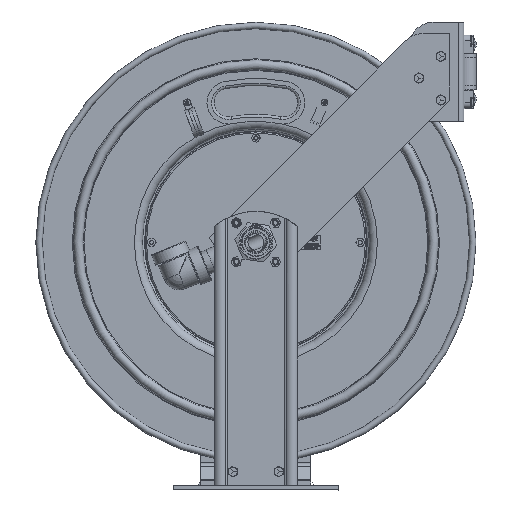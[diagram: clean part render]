
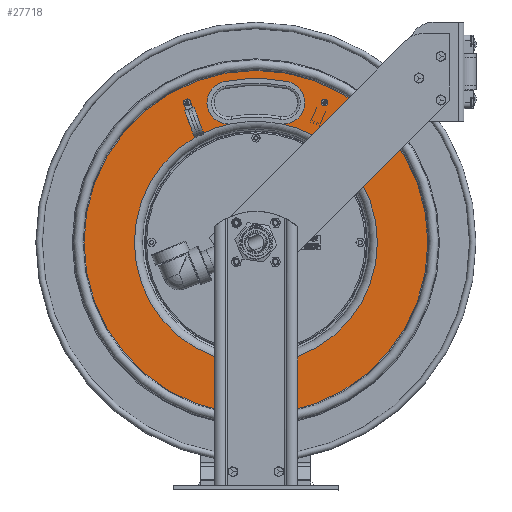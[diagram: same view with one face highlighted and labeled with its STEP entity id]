
A CAD part, top view. The second image highlights one B-rep face of the part: STEP entity #27718.
In plain terms, the highlighted planar face has unit normal (0, 0, 1).
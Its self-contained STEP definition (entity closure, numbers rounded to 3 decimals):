
#1622=FACE_BOUND('',#3262,.T.);
#1623=FACE_BOUND('',#3263,.T.);
#1624=FACE_BOUND('',#3264,.T.);
#1625=FACE_BOUND('',#3265,.T.);
#2110=PLANE('',#28755);
#2558=FACE_OUTER_BOUND('',#3261,.T.);
#3261=EDGE_LOOP('',(#22371));
#3262=EDGE_LOOP('',(#22372,#22373,#22374,#22375));
#3263=EDGE_LOOP('',(#22376));
#3264=EDGE_LOOP('',(#22377));
#3265=EDGE_LOOP('',(#22378));
#10118=CIRCLE('',#28754,6.625);
#10119=CIRCLE('',#28756,9.375);
#10120=CIRCLE('',#28757,8.766);
#10121=CIRCLE('',#28758,1.);
#10122=CIRCLE('',#28759,6.766);
#10123=CIRCLE('',#28760,1.);
#10124=CIRCLE('',#28761,0.11);
#10125=CIRCLE('',#28762,0.11);
#11995=VERTEX_POINT('',#39572);
#11996=VERTEX_POINT('',#39575);
#11997=VERTEX_POINT('',#39577);
#11998=VERTEX_POINT('',#39578);
#11999=VERTEX_POINT('',#39580);
#12000=VERTEX_POINT('',#39582);
#12001=VERTEX_POINT('',#39585);
#12002=VERTEX_POINT('',#39587);
#16935=EDGE_CURVE('',#11995,#11995,#10118,.T.);
#16936=EDGE_CURVE('',#11996,#11996,#10119,.T.);
#16937=EDGE_CURVE('',#11997,#11998,#10120,.T.);
#16938=EDGE_CURVE('',#11998,#11999,#10121,.T.);
#16939=EDGE_CURVE('',#11999,#12000,#10122,.T.);
#16940=EDGE_CURVE('',#12000,#11997,#10123,.T.);
#16941=EDGE_CURVE('',#12001,#12001,#10124,.T.);
#16942=EDGE_CURVE('',#12002,#12002,#10125,.T.);
#22371=ORIENTED_EDGE('',*,*,#16936,.F.);
#22372=ORIENTED_EDGE('',*,*,#16937,.T.);
#22373=ORIENTED_EDGE('',*,*,#16938,.T.);
#22374=ORIENTED_EDGE('',*,*,#16939,.T.);
#22375=ORIENTED_EDGE('',*,*,#16940,.T.);
#22376=ORIENTED_EDGE('',*,*,#16941,.T.);
#22377=ORIENTED_EDGE('',*,*,#16942,.T.);
#22378=ORIENTED_EDGE('',*,*,#16935,.T.);
#27718=ADVANCED_FACE('',(#2558,#1622,#1623,#1624,#1625),#2110,.T.);
#28754=AXIS2_PLACEMENT_3D('',#39573,#31324,#31325);
#28755=AXIS2_PLACEMENT_3D('',#39574,#31326,#31327);
#28756=AXIS2_PLACEMENT_3D('',#39576,#31328,#31329);
#28757=AXIS2_PLACEMENT_3D('',#39579,#31330,#31331);
#28758=AXIS2_PLACEMENT_3D('',#39581,#31332,#31333);
#28759=AXIS2_PLACEMENT_3D('',#39583,#31334,#31335);
#28760=AXIS2_PLACEMENT_3D('',#39584,#31336,#31337);
#28761=AXIS2_PLACEMENT_3D('',#39586,#31338,#31339);
#28762=AXIS2_PLACEMENT_3D('',#39588,#31340,#31341);
#31324=DIRECTION('center_axis',(0.,0.,
-1.));
#31325=DIRECTION('ref_axis',(-1.,0.,0.));
#31326=DIRECTION('center_axis',(0.,0.,
1.));
#31327=DIRECTION('ref_axis',(0.,1.,0.));
#31328=DIRECTION('center_axis',(0.,0.,
-1.));
#31329=DIRECTION('ref_axis',(-1.,0.,0.));
#31330=DIRECTION('center_axis',(0.,0.,
-1.));
#31331=DIRECTION('ref_axis',(0.193,-0.981,0.));
#31332=DIRECTION('center_axis',(0.,0.,
-1.));
#31333=DIRECTION('ref_axis',(-0.193,-0.981,0.));
#31334=DIRECTION('center_axis',(0.,0.,
1.));
#31335=DIRECTION('ref_axis',(-0.193,0.981,0.));
#31336=DIRECTION('center_axis',(0.,0.,
-1.));
#31337=DIRECTION('ref_axis',(-0.193,0.981,0.));
#31338=DIRECTION('center_axis',(0.,0.,
-1.));
#31339=DIRECTION('ref_axis',(-1.,0.,0.));
#31340=DIRECTION('center_axis',(0.,0.,
-1.));
#31341=DIRECTION('ref_axis',(-1.,0.,0.));
#39572=CARTESIAN_POINT('',(-6.625,13.49,1.582));
#39573=CARTESIAN_POINT('Origin',(0.,13.49,
1.582));
#39574=CARTESIAN_POINT('Origin',(-8.,13.49,1.582));
#39575=CARTESIAN_POINT('',(-9.375,13.49,1.582));
#39576=CARTESIAN_POINT('Origin',(0.,13.49,
1.582));
#39577=CARTESIAN_POINT('',(-1.693,22.091,1.582));
#39578=CARTESIAN_POINT('',(1.693,22.091,1.582));
#39579=CARTESIAN_POINT('Origin',(0.,13.49,
1.582));
#39580=CARTESIAN_POINT('',(1.307,20.129,1.582));
#39581=CARTESIAN_POINT('Origin',(1.5,21.11,1.582));
#39582=CARTESIAN_POINT('',(-1.307,20.129,1.582));
#39583=CARTESIAN_POINT('Origin',(0.,13.49,
1.582));
#39584=CARTESIAN_POINT('Origin',(-1.5,21.11,1.582));
#39585=CARTESIAN_POINT('',(3.86,21.11,1.582));
#39586=CARTESIAN_POINT('Origin',(3.75,21.11,1.582));
#39587=CARTESIAN_POINT('',(-3.64,21.11,1.582));
#39588=CARTESIAN_POINT('Origin',(-3.75,21.11,1.582));
